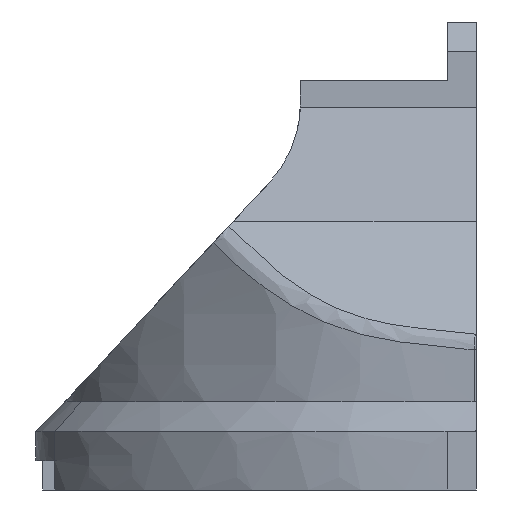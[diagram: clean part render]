
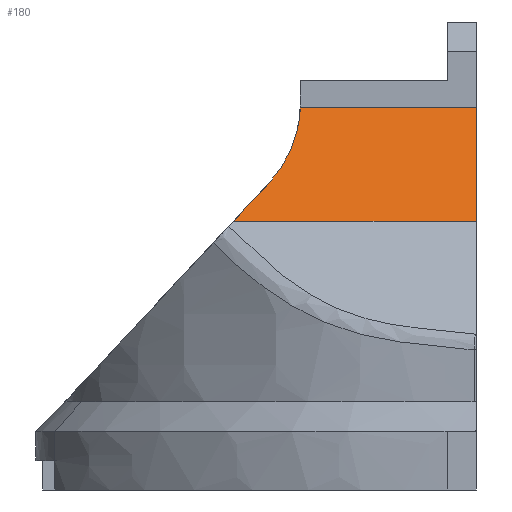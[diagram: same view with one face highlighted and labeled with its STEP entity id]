
A CAD part, front view. The second image highlights one B-rep face of the part: STEP entity #180.
In plain terms, the highlighted planar face has unit normal (0, -0.946, 0.323).
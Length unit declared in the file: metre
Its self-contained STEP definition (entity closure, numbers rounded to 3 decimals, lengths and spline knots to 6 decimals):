
#180 = ADVANCED_FACE( '', ( #410 ), #411, .T. );
#410 = FACE_OUTER_BOUND( '', #2703, .T. );
#411 = PLANE( '', #2704 );
#2703 = EDGE_LOOP( '', ( #4669, #4670, #4671, #4672, #4673 ) );
#2704 = AXIS2_PLACEMENT_3D( '', #4674, #4675, #4676 );
#4669 = ORIENTED_EDGE( '', *, *, #5420, .T. );
#4670 = ORIENTED_EDGE( '', *, *, #5421, .T. );
#4671 = ORIENTED_EDGE( '', *, *, #5409, .F. );
#4672 = ORIENTED_EDGE( '', *, *, #5422, .T. );
#4673 = ORIENTED_EDGE( '', *, *, #5423, .F. );
#4674 = CARTESIAN_POINT( '', ( -0.0475, -0.043663, 0.039904 ) );
#4675 = DIRECTION( '', ( 0., -0.946, 0.323 ) );
#4676 = DIRECTION( '', ( 0., -0.323, -0.946 ) );
#5409 = EDGE_CURVE( '', #5825, #5826, #5827, .T. );
#5420 = EDGE_CURVE( '', #5841, #5842, #5843, .T. );
#5421 = EDGE_CURVE( '', #5842, #5826, #5844, .T. );
#5422 = EDGE_CURVE( '', #5825, #5845, #5846, .F. );
#5423 = EDGE_CURVE( '', #5841, #5845, #5847, .T. );
#5825 = VERTEX_POINT( '', #7274 );
#5826 = VERTEX_POINT( '', #7275 );
#5827 = LINE( '', #7276, #7277 );
#5841 = VERTEX_POINT( '', #7305 );
#5842 = VERTEX_POINT( '', #7306 );
#5843 = LINE( '', #7307, #7308 );
#5844 = LINE( '', #7309, #7310 );
#5845 = VERTEX_POINT( '', #7311 );
#5846 = ELLIPSE( '', #7312, 0.021136, 0.02 );
#5847 = LINE( '', #7313, #7314 );
#7274 = CARTESIAN_POINT( '', ( -0.029979, -0.04037, 0.049537 ) );
#7275 = CARTESIAN_POINT( '', ( 0., -0.04037, 0.049537 ) );
#7276 = CARTESIAN_POINT( '', ( -0.0475, -0.04037, 0.049537 ) );
#7277 = VECTOR( '', #8317, 1. );
#7305 = CARTESIAN_POINT( '', ( -0.041353, -0.046955, 0.030271 ) );
#7306 = CARTESIAN_POINT( '', ( 0., -0.046955, 0.030271 ) );
#7307 = CARTESIAN_POINT( '', ( -0.0475, -0.046955, 0.030271 ) );
#7308 = VECTOR( '', #8325, 1. );
#7309 = CARTESIAN_POINT( '', ( 0., -0.043663, 0.039904 ) );
#7310 = VECTOR( '', #8326, 1. );
#7311 = CARTESIAN_POINT( '', ( -0.035339, -0.044752, 0.036717 ) );
#7312 = AXIS2_PLACEMENT_3D( '', #8327, #8328, #8329 );
#7313 = CARTESIAN_POINT( '', ( -0.030437, -0.042956, 0.041971 ) );
#7314 = VECTOR( '', #8330, 1. );
#8317 = DIRECTION( '', ( 1., 0., 0. ) );
#8325 = DIRECTION( '', ( 1., 0., 0. ) );
#8326 = DIRECTION( '', ( 0., 0.323, 0.946 ) );
#8327 = CARTESIAN_POINT( '', ( -0.049962, -0.040089, 0.050361 ) );
#8328 = DIRECTION( '', ( 0., -0.946, 0.323 ) );
#8329 = DIRECTION( '', ( 0., 0.323, 0.946 ) );
#8330 = DIRECTION( '', ( 0.662, 0.242, 0.709 ) );
